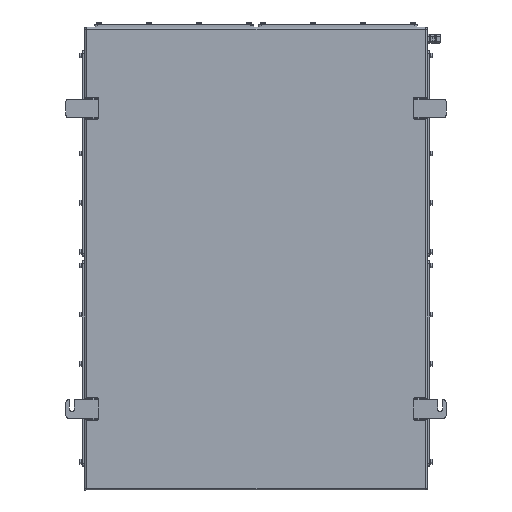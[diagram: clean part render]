
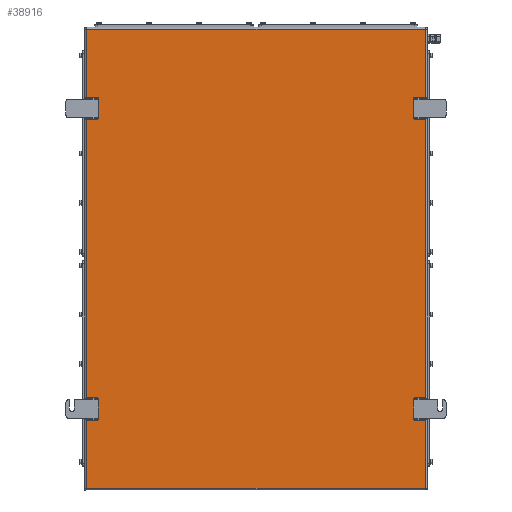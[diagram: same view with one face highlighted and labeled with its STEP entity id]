
A CAD part, front view. The second image highlights one B-rep face of the part: STEP entity #38916.
In plain terms, the highlighted planar face has unit normal (0, -1, 0).
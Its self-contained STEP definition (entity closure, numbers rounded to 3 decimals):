
#1233=FACE_BOUND('',#6031,.T.);
#1234=FACE_BOUND('',#6032,.T.);
#1235=FACE_BOUND('',#6033,.T.);
#1236=FACE_BOUND('',#6034,.T.);
#1237=FACE_BOUND('',#6035,.T.);
#1238=FACE_BOUND('',#6036,.T.);
#1239=FACE_BOUND('',#6037,.T.);
#1240=FACE_BOUND('',#6038,.T.);
#1858=PLANE('',#42107);
#3740=FACE_OUTER_BOUND('',#6030,.T.);
#6030=EDGE_LOOP('',(#28535,#28536,#28537,#28538));
#6031=EDGE_LOOP('',(#28539,#28540));
#6032=EDGE_LOOP('',(#28541,#28542));
#6033=EDGE_LOOP('',(#28543,#28544));
#6034=EDGE_LOOP('',(#28545,#28546));
#6035=EDGE_LOOP('',(#28547,#28548));
#6036=EDGE_LOOP('',(#28549,#28550));
#6037=EDGE_LOOP('',(#28551,#28552));
#6038=EDGE_LOOP('',(#28553,#28554));
#9798=LINE('',#57468,#12400);
#9803=LINE('',#57571,#12405);
#10875=LINE('',#62808,#13477);
#10878=LINE('',#62812,#13480);
#10879=LINE('',#62815,#13481);
#10880=LINE('',#62818,#13482);
#10881=LINE('',#62821,#13483);
#10882=LINE('',#62824,#13484);
#10883=LINE('',#62827,#13485);
#10884=LINE('',#62830,#13486);
#10885=LINE('',#62833,#13487);
#10886=LINE('',#62836,#13488);
#12400=VECTOR('',#45604,10.);
#12405=VECTOR('',#45633,10.);
#13477=VECTOR('',#49349,10.);
#13480=VECTOR('',#49354,10.);
#13481=VECTOR('',#49355,10.);
#13482=VECTOR('',#49356,10.);
#13483=VECTOR('',#49357,10.);
#13484=VECTOR('',#49358,10.);
#13485=VECTOR('',#49359,10.);
#13486=VECTOR('',#49360,10.);
#13487=VECTOR('',#49361,10.);
#13488=VECTOR('',#49362,10.);
#15384=VERTEX_POINT('',#57454);
#15388=VERTEX_POINT('',#57464);
#15401=VERTEX_POINT('',#57561);
#15403=VERTEX_POINT('',#57567);
#16629=VERTEX_POINT('',#62813);
#16630=VERTEX_POINT('',#62814);
#16631=VERTEX_POINT('',#62816);
#16632=VERTEX_POINT('',#62817);
#16633=VERTEX_POINT('',#62819);
#16634=VERTEX_POINT('',#62820);
#16635=VERTEX_POINT('',#62822);
#16636=VERTEX_POINT('',#62823);
#16637=VERTEX_POINT('',#62825);
#16638=VERTEX_POINT('',#62826);
#16639=VERTEX_POINT('',#62828);
#16640=VERTEX_POINT('',#62829);
#16641=VERTEX_POINT('',#62831);
#16642=VERTEX_POINT('',#62832);
#16643=VERTEX_POINT('',#62834);
#16644=VERTEX_POINT('',#62835);
#18981=EDGE_CURVE('',#15384,#15388,#9798,.T.);
#19001=EDGE_CURVE('',#15401,#15403,#9803,.T.);
#20957=EDGE_CURVE('',#15401,#15388,#10875,.T.);
#20960=EDGE_CURVE('',#15384,#15403,#10878,.T.);
#20961=EDGE_CURVE('',#16629,#16630,#10879,.T.);
#20962=EDGE_CURVE('',#16631,#16632,#10880,.T.);
#20963=EDGE_CURVE('',#16633,#16634,#10881,.T.);
#20964=EDGE_CURVE('',#16635,#16636,#10882,.T.);
#20965=EDGE_CURVE('',#16637,#16638,#10883,.T.);
#20966=EDGE_CURVE('',#16639,#16640,#10884,.T.);
#20967=EDGE_CURVE('',#16641,#16642,#10885,.T.);
#20968=EDGE_CURVE('',#16643,#16644,#10886,.T.);
#28535=ORIENTED_EDGE('',*,*,#20960,.T.);
#28536=ORIENTED_EDGE('',*,*,#19001,.F.);
#28537=ORIENTED_EDGE('',*,*,#20957,.T.);
#28538=ORIENTED_EDGE('',*,*,#18981,.F.);
#28539=ORIENTED_EDGE('',*,*,#20961,.T.);
#28540=ORIENTED_EDGE('',*,*,#20961,.F.);
#28541=ORIENTED_EDGE('',*,*,#20962,.T.);
#28542=ORIENTED_EDGE('',*,*,#20962,.F.);
#28543=ORIENTED_EDGE('',*,*,#20963,.T.);
#28544=ORIENTED_EDGE('',*,*,#20963,.F.);
#28545=ORIENTED_EDGE('',*,*,#20964,.T.);
#28546=ORIENTED_EDGE('',*,*,#20964,.F.);
#28547=ORIENTED_EDGE('',*,*,#20965,.T.);
#28548=ORIENTED_EDGE('',*,*,#20965,.F.);
#28549=ORIENTED_EDGE('',*,*,#20966,.T.);
#28550=ORIENTED_EDGE('',*,*,#20966,.F.);
#28551=ORIENTED_EDGE('',*,*,#20967,.T.);
#28552=ORIENTED_EDGE('',*,*,#20967,.F.);
#28553=ORIENTED_EDGE('',*,*,#20968,.T.);
#28554=ORIENTED_EDGE('',*,*,#20968,.F.);
#38916=ADVANCED_FACE('',(#3740,#1233,#1234,#1235,#1236,#1237,#1238,#1239,
#1240),#1858,.F.);
#42107=AXIS2_PLACEMENT_3D('',#62811,#49352,#49353);
#45604=DIRECTION('',(1.,0.,0.));
#45633=DIRECTION('',(-1.,0.,0.));
#49349=DIRECTION('',(0.,0.,1.));
#49352=DIRECTION('center_axis',(0.,1.,0.));
#49353=DIRECTION('ref_axis',(-1.,0.,0.));
#49354=DIRECTION('',(0.,0.,-1.));
#49355=DIRECTION('',(-1.,0.,0.));
#49356=DIRECTION('',(1.,0.,0.));
#49357=DIRECTION('',(1.,0.,0.));
#49358=DIRECTION('',(-1.,0.,0.));
#49359=DIRECTION('',(1.,0.,0.));
#49360=DIRECTION('',(-1.,0.,0.));
#49361=DIRECTION('',(-1.,0.,0.));
#49362=DIRECTION('',(1.,0.,0.));
#57454=CARTESIAN_POINT('',(-366.,0.,496.4));
#57464=CARTESIAN_POINT('',(366.,0.,496.4));
#57468=CARTESIAN_POINT('',(-183.,0.,496.4));
#57561=CARTESIAN_POINT('',(366.,0.,-496.4));
#57567=CARTESIAN_POINT('',(-366.,0.,-496.4));
#57571=CARTESIAN_POINT('',(-183.,0.,-496.4));
#62808=CARTESIAN_POINT('',(366.,0.,-248.));
#62811=CARTESIAN_POINT('Origin',(0.,0.,
0.));
#62812=CARTESIAN_POINT('',(-366.,0.,248.));
#62813=CARTESIAN_POINT('',(365.7,0.,-349.));
#62814=CARTESIAN_POINT('',(343.7,0.,-349.));
#62815=CARTESIAN_POINT('',(170.35,0.,-349.));
#62816=CARTESIAN_POINT('',(343.7,0.,-301.));
#62817=CARTESIAN_POINT('',(365.7,0.,-301.));
#62818=CARTESIAN_POINT('',(170.35,0.,-301.));
#62819=CARTESIAN_POINT('',(-365.7,0.,-301.));
#62820=CARTESIAN_POINT('',(-343.7,0.,-301.));
#62821=CARTESIAN_POINT('',(-184.35,0.,-301.));
#62822=CARTESIAN_POINT('',(-343.7,0.,-349.));
#62823=CARTESIAN_POINT('',(-365.7,0.,-349.));
#62824=CARTESIAN_POINT('',(-184.35,0.,-349.));
#62825=CARTESIAN_POINT('',(343.7,0.,349.));
#62826=CARTESIAN_POINT('',(365.7,0.,349.));
#62827=CARTESIAN_POINT('',(170.35,0.,349.));
#62828=CARTESIAN_POINT('',(365.7,0.,301.));
#62829=CARTESIAN_POINT('',(343.7,0.,301.));
#62830=CARTESIAN_POINT('',(170.35,0.,301.));
#62831=CARTESIAN_POINT('',(-343.7,0.,301.));
#62832=CARTESIAN_POINT('',(-365.7,0.,301.));
#62833=CARTESIAN_POINT('',(-170.35,0.,301.));
#62834=CARTESIAN_POINT('',(-365.7,0.,349.));
#62835=CARTESIAN_POINT('',(-343.7,0.,349.));
#62836=CARTESIAN_POINT('',(-170.35,0.,349.));
